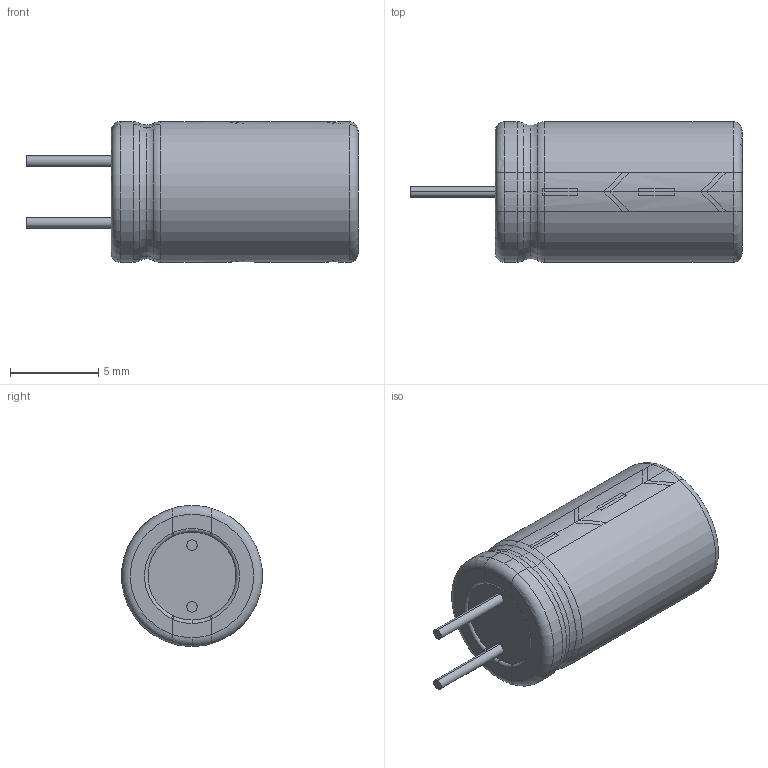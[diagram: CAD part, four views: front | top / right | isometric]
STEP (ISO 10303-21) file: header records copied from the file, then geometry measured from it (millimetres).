
FILE_DESCRIPTION (( 'STEP AP214' ), '1' );
FILE_NAME ('El_3.5_8_14.STEP', '2023-07-15T06:13:54', ( 'Yurii' ), ( '' ), 'SwSTEP 2.0', 'SolidWorks 2019', '' );
FILE_SCHEMA (( 'AUTOMOTIVE_DESIGN' ));
Length unit declared in the file: millimetre
Products named in the file (1): El_3.5_8_14
Bounding box: 18.85 x 7.97 x 8 mm (x, y, z)
Volume: 691.2 mm3; surface area: 466.5 mm2
Topology: 1 solids, 1 shells, 120 faces, 295 edges, 180 vertices
Faces by surface type: torus 51, cylinder 45, plane 24
Entity records: 4896 total; most frequent: CARTESIAN_POINT 920, DIRECTION 630, ORIENTED_EDGE 590, EDGE_CURVE 295, AXIS2_PLACEMENT_3D 270, VERTEX_POINT 180, CIRCLE 149, EDGE_LOOP 123
